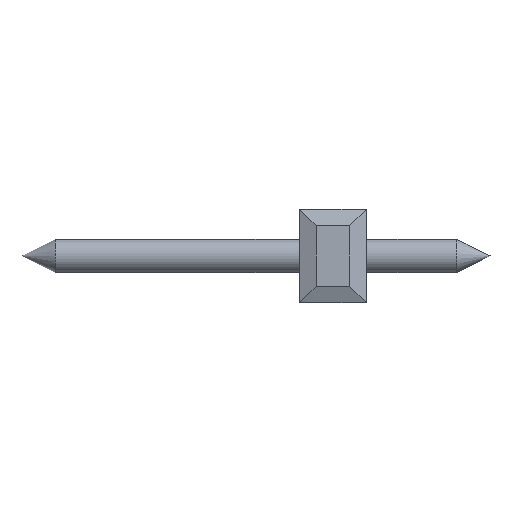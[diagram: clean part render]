
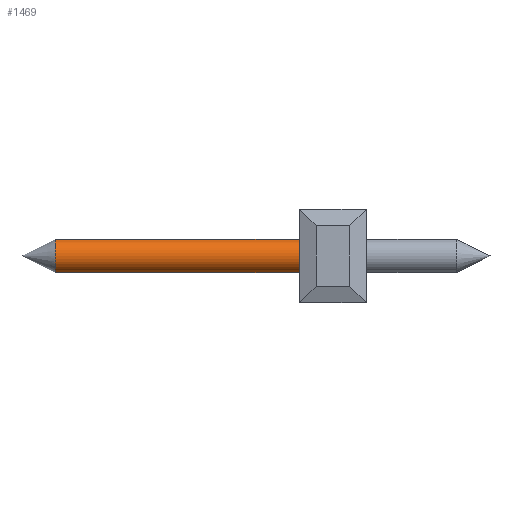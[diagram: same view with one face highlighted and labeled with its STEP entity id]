
A CAD part, left-side view. The second image highlights one B-rep face of the part: STEP entity #1469.
In plain terms, the highlighted cylindrical face has radius 0.5 mm (diameter 1 mm), a full revolution.
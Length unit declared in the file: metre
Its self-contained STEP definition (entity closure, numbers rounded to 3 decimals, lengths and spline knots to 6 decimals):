
#1469=ADVANCED_FACE('',(#3196,#3197),#3198,.T.);
#3196=FACE_OUTER_BOUND('',#5135,.T.);
#3197=FACE_OUTER_BOUND('',#5136,.T.);
#3198=CYLINDRICAL_SURFACE('',#5137,0.0005);
#5135=EDGE_LOOP('',(#9379));
#5136=EDGE_LOOP('',(#9380));
#5137=AXIS2_PLACEMENT_3D('',#9381,#9382,#9383);
#9379=ORIENTED_EDGE('',*,*,#12517,.F.);
#9380=ORIENTED_EDGE('',*,*,#12051,.T.);
#9381=CARTESIAN_POINT('',(0.140185,0.131078,0.1113));
#9382=DIRECTION('',(0.,-1.0,0.0));
#9383=DIRECTION('',(1.0,0.,0.0));
#12051=EDGE_CURVE('',#14781,#14781,#14782,.F.);
#12517=EDGE_CURVE('',#15276,#15276,#15277,.F.);
#14781=VERTEX_POINT('',#18478);
#14782=CIRCLE('',#18479,0.0005);
#15276=VERTEX_POINT('',#19152);
#15277=CIRCLE('',#19153,0.0005);
#18478=CARTESIAN_POINT('',(0.139685,0.130078,0.1113));
#18479=AXIS2_PLACEMENT_3D('',#20680,#20681,#20682);
#19152=CARTESIAN_POINT('',(0.139685,0.122578,0.1113));
#19153=AXIS2_PLACEMENT_3D('',#21003,#21004,#21005);
#20680=CARTESIAN_POINT('',(0.140185,0.130078,0.1113));
#20681=DIRECTION('',(0.,1.0,-0.0));
#20682=DIRECTION('',(-1.0,0.,0.0));
#21003=CARTESIAN_POINT('',(0.140185,0.122578,0.1113));
#21004=DIRECTION('',(0.,1.0,0.));
#21005=DIRECTION('',(-1.0,0.,0.));
